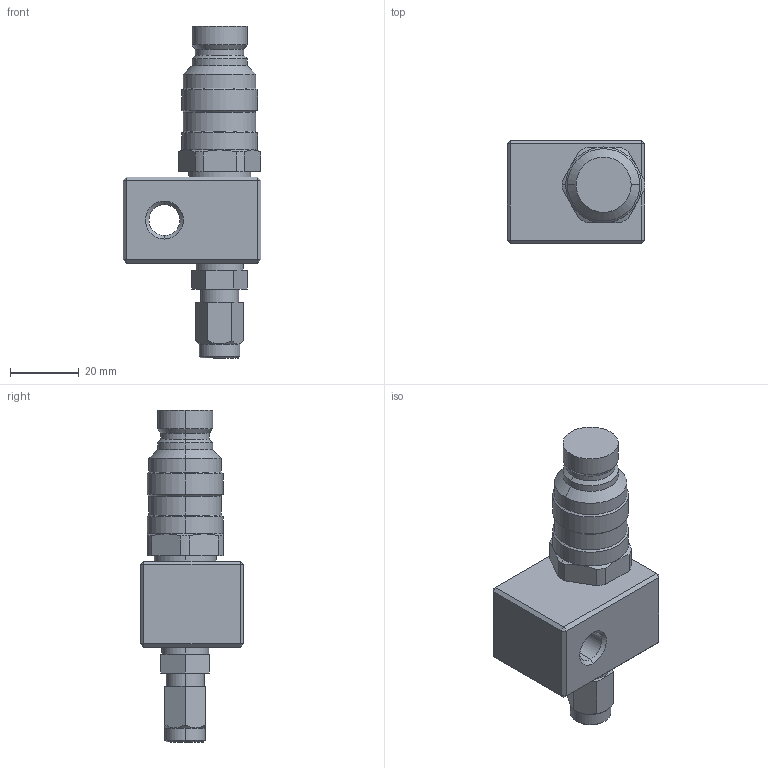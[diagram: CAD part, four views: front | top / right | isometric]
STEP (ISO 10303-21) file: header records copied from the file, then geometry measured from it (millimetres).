
FILE_DESCRIPTION (( 'STEP AP214' ), '1' );
FILE_NAME ('804 180 Anschlußblock kpl. f.Speedy 1000+2000 LF 044-120.STEP', '2014-04-22T09:59:48', ( '' ), ( '' ), 'SwSTEP 2.0', 'SolidWorks 2013', '' );
FILE_SCHEMA (( 'AUTOMOTIVE_DESIGN' ));
Length unit declared in the file: millimetre
Products named in the file (1): 804 180 Anschlußblock kpl. f.Speedy 1000+2000 LF 044-120
Bounding box: 40 x 30 x 96.3 mm (x, y, z)
Volume: 44208.8 mm3; surface area: 10757.1 mm2
Topology: 1 solids, 1 shells, 116 faces, 255 edges, 149 vertices
Faces by surface type: plane 52, cylinder 34, cone 30
Entity records: 3650 total; most frequent: CARTESIAN_POINT 652, DIRECTION 558, ORIENTED_EDGE 510, EDGE_CURVE 255, AXIS2_PLACEMENT_3D 205, VERTEX_POINT 149, LINE 148, VECTOR 148
